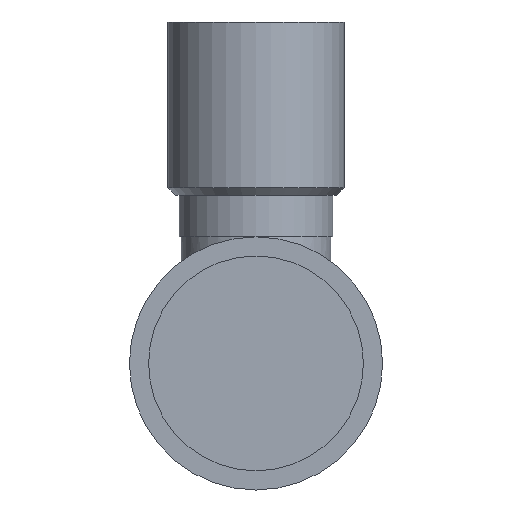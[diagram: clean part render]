
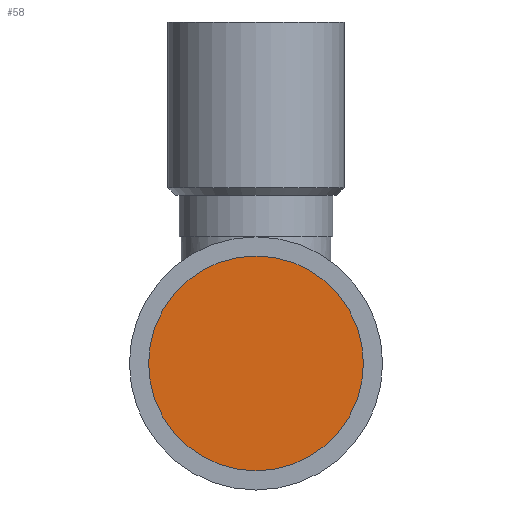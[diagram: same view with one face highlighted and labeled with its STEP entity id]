
A CAD part, front view. The second image highlights one B-rep face of the part: STEP entity #58.
In plain terms, the highlighted planar face has unit normal (0, -1, 0).
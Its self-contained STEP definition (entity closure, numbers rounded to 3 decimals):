
#58 = ADVANCED_FACE( '', ( #128 ), #129, .F. );
#128 = FACE_OUTER_BOUND( '', #213, .T. );
#129 = PLANE( '', #214 );
#213 = EDGE_LOOP( '', ( #306 ) );
#214 = AXIS2_PLACEMENT_3D( '', #307, #308, #309 );
#306 = ORIENTED_EDGE( '', *, *, #397, .F. );
#307 = CARTESIAN_POINT( '', ( 0., 22.2, 0. ) );
#308 = DIRECTION( '', ( 0., 1., 0. ) );
#309 = DIRECTION( '', ( 0., 0., 1. ) );
#397 = EDGE_CURVE( '', #445, #445, #446, .T. );
#445 = VERTEX_POINT( '', #598 );
#446 = CIRCLE( '', #599, 14. );
#598 = CARTESIAN_POINT( '', ( 14., 22.2, 0. ) );
#599 = AXIS2_PLACEMENT_3D( '', #656, #657, #658 );
#656 = CARTESIAN_POINT( '', ( 0., 22.2, 0. ) );
#657 = DIRECTION( '', ( 0., 1., 0. ) );
#658 = DIRECTION( '', ( 1., 0., 0. ) );
